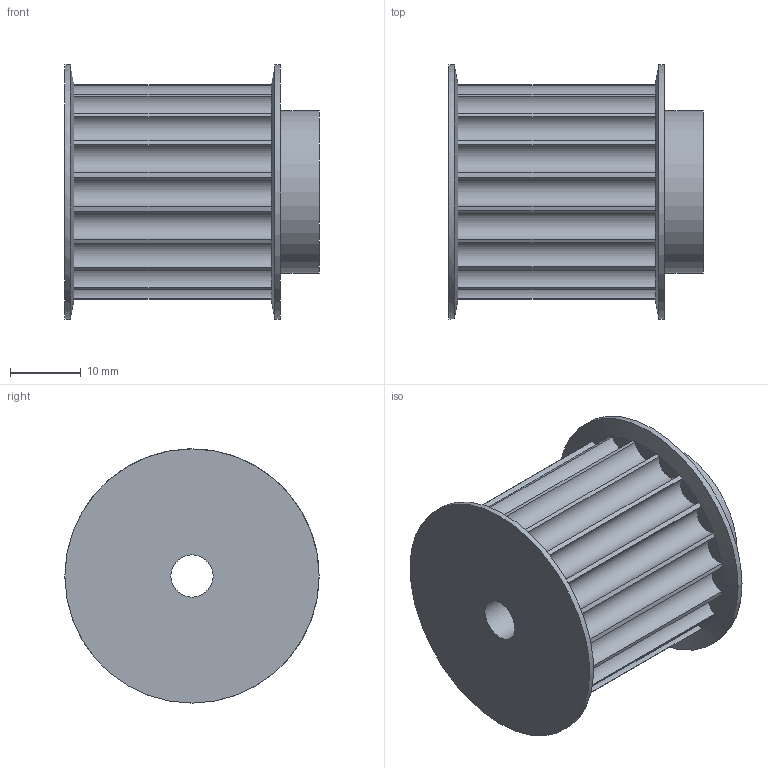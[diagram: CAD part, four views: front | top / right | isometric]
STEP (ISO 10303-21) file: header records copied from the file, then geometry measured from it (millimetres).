
FILE_DESCRIPTION( ( 'STEP AP214' ), '1' );
FILE_NAME( 'HTD-Zrr_6_17242000_2_14.stp', ' ', ( ' ' ), ( ' ' ), 'PSStep 15.0.47', 'PARTsolutions', ' ' );
FILE_SCHEMA( ( 'AUTOMOTIVE_DESIGN { 1 0 10303 214 1 1 1 1 }' ) );
Length unit declared in the file: millimetre
Products named in the file (1): _HTD-Zrr 6 17242000
Bounding box: 36 x 36 x 36 mm (x, y, z)
Volume: 20409.5 mm3; surface area: 7983.3 mm2
Topology: 1 solids, 1 shells, 90 faces, 178 edges, 91 vertices
Faces by surface type: cylinder 44, plane 43, cone 3
Full cylindrical faces by diameter (mm): 6 x1, 23 x1, 36 x2
Entity records: 2974 total; most frequent: DIRECTION 480, CARTESIAN_POINT 349, ORIENTED_EDGE 338, AXIS2_PLACEMENT_3D 220, EDGE_CURVE 169, CIRCLE 129, EDGE_LOOP 100, FACE_OUTER_BOUND 94
